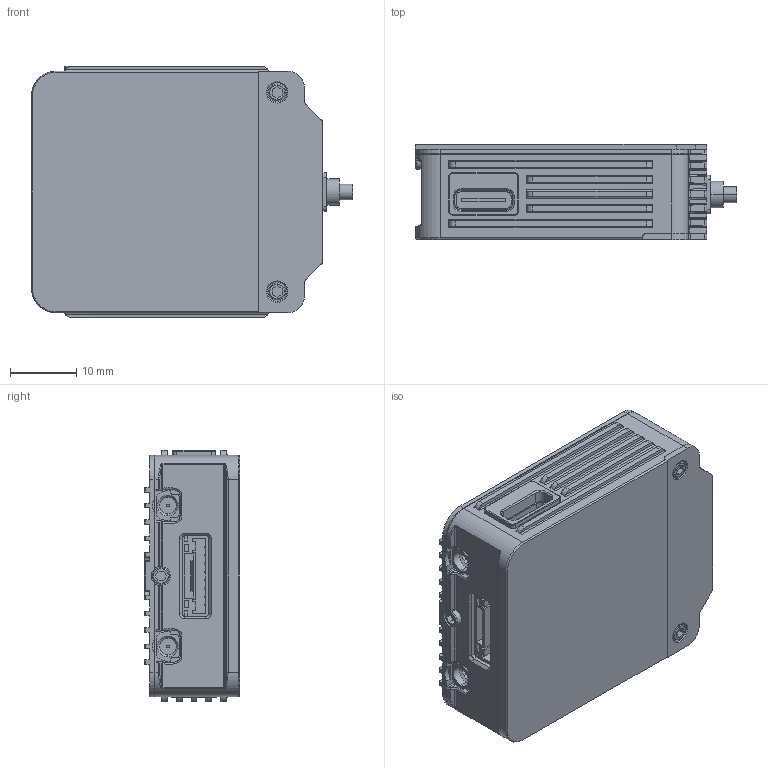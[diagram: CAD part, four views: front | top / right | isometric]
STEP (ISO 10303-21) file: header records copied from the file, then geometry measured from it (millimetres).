
FILE_DESCRIPTION (( 'STEP AP214' ), '1' );
FILE_NAME ('DJI FPV Air Unit.STEP', '2020-03-20T14:55:23', ( '' ), ( '' ), 'SwSTEP 2.0', 'SolidWorks 2020', '' );
FILE_SCHEMA (( 'AUTOMOTIVE_DESIGN' ));
Length unit declared in the file: millimetre
Products named in the file (1): DJI FPV Air Unit
Bounding box: 48.36 x 14.4 x 37.85 mm (x, y, z)
Volume: 5800.7 mm3; surface area: 13860.5 mm2
Topology: 26 solids, 26 shells, 927 faces, 2338 edges, 1502 vertices
Faces by surface type: plane 482, cylinder 325, cone 54, bspline 40, torus 26
Entity records: 28874 total; most frequent: CARTESIAN_POINT 6488, ORIENTED_EDGE 4676, DIRECTION 4486, EDGE_CURVE 2338, LINE 1506, VECTOR 1506, VERTEX_POINT 1502, AXIS2_PLACEMENT_3D 1490
